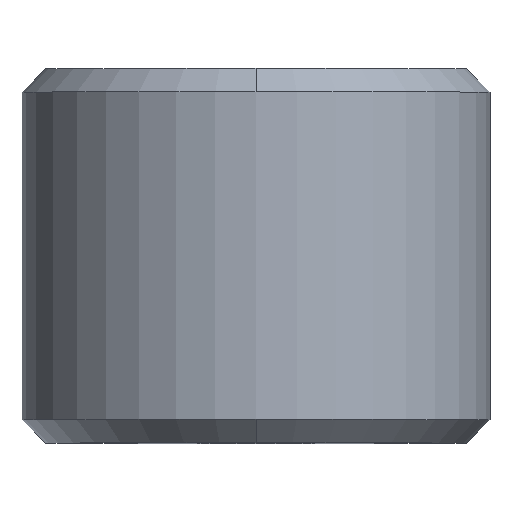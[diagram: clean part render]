
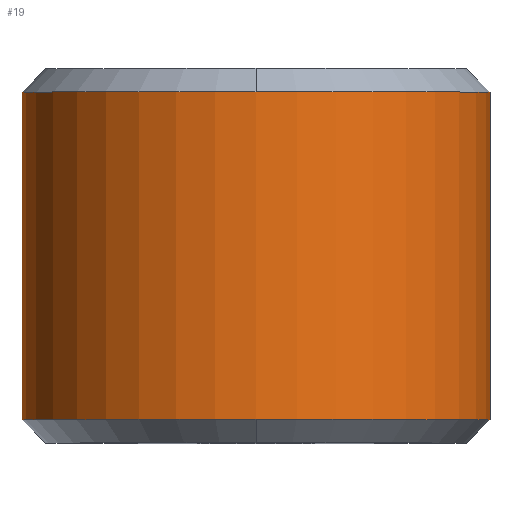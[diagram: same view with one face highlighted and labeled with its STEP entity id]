
A CAD part, top view. The second image highlights one B-rep face of the part: STEP entity #19.
In plain terms, the highlighted cylindrical face has radius 10 mm (diameter 20 mm), a partial arc.
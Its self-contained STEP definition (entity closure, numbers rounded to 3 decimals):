
#1 = CARTESIAN_POINT ( 'NONE',  ( 0., -1., 0. ) ) ;
#12 = DIRECTION ( 'NONE',  ( 0., 1., 0. ) ) ;
#17 = CYLINDRICAL_SURFACE ( 'NONE', #382, 10. ) ;
#19 = ADVANCED_FACE ( 'NONE', ( #235 ), #17, .T. ) ;
#21 = CIRCLE ( 'NONE', #129, 10. ) ;
#22 = VERTEX_POINT ( 'NONE', #199 ) ;
#36 = DIRECTION ( 'NONE',  ( 0., 0., 1. ) ) ;
#41 = LINE ( 'NONE', #54, #124 ) ;
#43 = ORIENTED_EDGE ( 'NONE', *, *, #380, .F. ) ;
#46 = LINE ( 'NONE', #401, #147 ) ;
#54 = CARTESIAN_POINT ( 'NONE',  ( 10., -15., 0. ) ) ;
#70 = CIRCLE ( 'NONE', #215, 10. ) ;
#104 = DIRECTION ( 'NONE',  ( 0., -1., 0. ) ) ;
#108 = DIRECTION ( 'NONE',  ( 0., 0., 1. ) ) ;
#112 = CARTESIAN_POINT ( 'NONE',  ( 0., -15., 0. ) ) ;
#124 = VECTOR ( 'NONE', #12, 1000. ) ;
#128 = DIRECTION ( 'NONE',  ( 0., -1., 0. ) ) ;
#129 = AXIS2_PLACEMENT_3D ( 'NONE', #1, #330, #36 ) ;
#132 = EDGE_CURVE ( 'NONE', #290, #324, #226, .T. ) ;
#143 = EDGE_CURVE ( 'NONE', #281, #324, #46, .T. ) ;
#147 = VECTOR ( 'NONE', #174, 1000. ) ;
#148 = DIRECTION ( 'NONE',  ( 0., -1., 0. ) ) ;
#160 = CARTESIAN_POINT ( 'NONE',  ( 0., -1., 10. ) ) ;
#164 = AXIS2_PLACEMENT_3D ( 'NONE', #394, #104, #291 ) ;
#174 = DIRECTION ( 'NONE',  ( 0., 1., 0. ) ) ;
#175 = EDGE_CURVE ( 'NONE', #345, #290, #21, .T. ) ;
#181 = AXIS2_PLACEMENT_3D ( 'NONE', #463, #128, #208 ) ;
#195 = CARTESIAN_POINT ( 'NONE',  ( -10., -1., 0. ) ) ;
#199 = CARTESIAN_POINT ( 'NONE',  ( 10., -15., 0. ) ) ;
#205 = EDGE_CURVE ( 'NONE', #22, #247, #70, .T. ) ;
#208 = DIRECTION ( 'NONE',  ( 0., 0., 1. ) ) ;
#215 = AXIS2_PLACEMENT_3D ( 'NONE', #112, #148, #108 ) ;
#224 = CARTESIAN_POINT ( 'NONE',  ( 0., -15., 10. ) ) ;
#226 = CIRCLE ( 'NONE', #164, 10. ) ;
#235 = FACE_OUTER_BOUND ( 'NONE', #360, .T. ) ;
#247 = VERTEX_POINT ( 'NONE', #224 ) ;
#251 = CIRCLE ( 'NONE', #181, 10. ) ;
#252 = ORIENTED_EDGE ( 'NONE', *, *, #132, .T. ) ;
#267 = ORIENTED_EDGE ( 'NONE', *, *, #359, .T. ) ;
#278 = DIRECTION ( 'NONE',  ( 0., 1., 0. ) ) ;
#281 = VERTEX_POINT ( 'NONE', #376 ) ;
#290 = VERTEX_POINT ( 'NONE', #160 ) ;
#291 = DIRECTION ( 'NONE',  ( 0., 0., 1. ) ) ;
#324 = VERTEX_POINT ( 'NONE', #195 ) ;
#330 = DIRECTION ( 'NONE',  ( 0., -1., 0. ) ) ;
#345 = VERTEX_POINT ( 'NONE', #407 ) ;
#359 = EDGE_CURVE ( 'NONE', #22, #345, #41, .T. ) ;
#360 = EDGE_LOOP ( 'NONE', ( #378, #267, #466, #252, #404, #43 ) ) ;
#376 = CARTESIAN_POINT ( 'NONE',  ( -10., -15., 0. ) ) ;
#378 = ORIENTED_EDGE ( 'NONE', *, *, #205, .F. ) ;
#380 = EDGE_CURVE ( 'NONE', #247, #281, #251, .T. ) ;
#382 = AXIS2_PLACEMENT_3D ( 'NONE', #384, #278, #416 ) ;
#384 = CARTESIAN_POINT ( 'NONE',  ( 0., -15., 0. ) ) ;
#394 = CARTESIAN_POINT ( 'NONE',  ( 0., -1., 0. ) ) ;
#401 = CARTESIAN_POINT ( 'NONE',  ( -10., -15., 0. ) ) ;
#404 = ORIENTED_EDGE ( 'NONE', *, *, #143, .F. ) ;
#407 = CARTESIAN_POINT ( 'NONE',  ( 10., -1., 0. ) ) ;
#416 = DIRECTION ( 'NONE',  ( -1., 0., 0. ) ) ;
#463 = CARTESIAN_POINT ( 'NONE',  ( 0., -15., 0. ) ) ;
#466 = ORIENTED_EDGE ( 'NONE', *, *, #175, .T. ) ;
